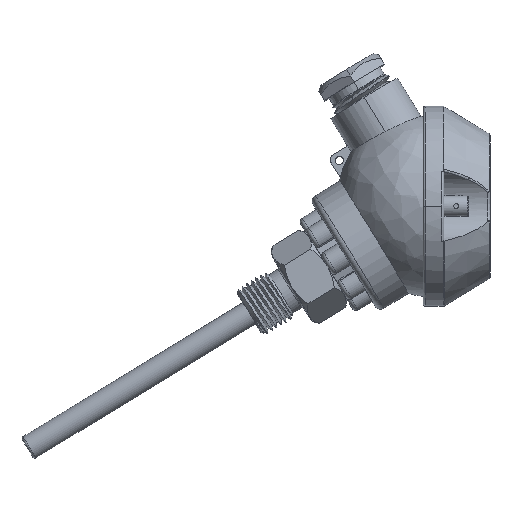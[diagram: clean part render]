
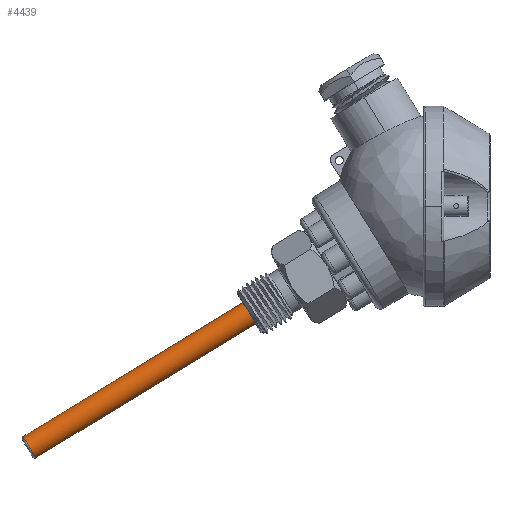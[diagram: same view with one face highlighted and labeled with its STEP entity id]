
A CAD part, top view. The second image highlights one B-rep face of the part: STEP entity #4439.
In plain terms, the highlighted cylindrical face has radius 3 mm (diameter 6 mm), a partial arc.
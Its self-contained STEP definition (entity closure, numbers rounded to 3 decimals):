
#13 = DIRECTION ( 'NONE',  ( 0., 0., 1. ) ) ;
#291 = DIRECTION ( 'NONE',  ( 0., 0., 1. ) ) ;
#937 = AXIS2_PLACEMENT_3D ( 'NONE', #8515, #13, #8668 ) ;
#962 = CARTESIAN_POINT ( 'NONE',  ( 3., 0., 0.5 ) ) ;
#1253 = DIRECTION ( 'NONE',  ( 0., 0., 1. ) ) ;
#2046 = DIRECTION ( 'NONE',  ( 0., 0., -1. ) ) ;
#2503 = VECTOR ( 'NONE', #291, 1000. ) ;
#2910 = EDGE_LOOP ( 'NONE', ( #10355, #12170, #12226, #10840 ) ) ;
#3391 = CIRCLE ( 'NONE', #937, 3. ) ;
#3880 = CARTESIAN_POINT ( 'NONE',  ( 3., 0., 63. ) ) ;
#4187 = EDGE_CURVE ( 'NONE', #9511, #6957, #11905, .T. ) ;
#4439 = ADVANCED_FACE ( 'NONE', ( #8114 ), #5637, .T. ) ;
#4646 = VERTEX_POINT ( 'NONE', #962 ) ;
#4986 = AXIS2_PLACEMENT_3D ( 'NONE', #12557, #2046, #13523 ) ;
#5637 = CYLINDRICAL_SURFACE ( 'NONE', #8531, 3. ) ;
#6957 = VERTEX_POINT ( 'NONE', #9878 ) ;
#7442 = CARTESIAN_POINT ( 'NONE',  ( 3., 0., 0.5 ) ) ;
#7548 = EDGE_CURVE ( 'NONE', #9511, #4646, #8252, .T. ) ;
#7998 = CARTESIAN_POINT ( 'NONE',  ( 0., 0., 0. ) ) ;
#8114 = FACE_OUTER_BOUND ( 'NONE', #2910, .T. ) ;
#8208 = LINE ( 'NONE', #7442, #11319 ) ;
#8252 = CIRCLE ( 'NONE', #4986, 3. ) ;
#8515 = CARTESIAN_POINT ( 'NONE',  ( 0., 0., 63. ) ) ;
#8531 = AXIS2_PLACEMENT_3D ( 'NONE', #7998, #11250, #10244 ) ;
#8538 = CARTESIAN_POINT ( 'NONE',  ( -3., 0., 0.5 ) ) ;
#8668 = DIRECTION ( 'NONE',  ( 1., 0., 0. ) ) ;
#9511 = VERTEX_POINT ( 'NONE', #8538 ) ;
#9878 = CARTESIAN_POINT ( 'NONE',  ( -3., 0., 63. ) ) ;
#10244 = DIRECTION ( 'NONE',  ( 1., 0., 0. ) ) ;
#10355 = ORIENTED_EDGE ( 'NONE', *, *, #4187, .T. ) ;
#10840 = ORIENTED_EDGE ( 'NONE', *, *, #7548, .F. ) ;
#11250 = DIRECTION ( 'NONE',  ( 0., 0., 1. ) ) ;
#11319 = VECTOR ( 'NONE', #1253, 1000. ) ;
#11605 = EDGE_CURVE ( 'NONE', #4646, #12958, #8208, .T. ) ;
#11809 = CARTESIAN_POINT ( 'NONE',  ( -3., 0., 0.5 ) ) ;
#11905 = LINE ( 'NONE', #11809, #2503 ) ;
#12138 = EDGE_CURVE ( 'NONE', #12958, #6957, #3391, .T. ) ;
#12170 = ORIENTED_EDGE ( 'NONE', *, *, #12138, .F. ) ;
#12226 = ORIENTED_EDGE ( 'NONE', *, *, #11605, .F. ) ;
#12557 = CARTESIAN_POINT ( 'NONE',  ( 0., 0., 0.5 ) ) ;
#12958 = VERTEX_POINT ( 'NONE', #3880 ) ;
#13523 = DIRECTION ( 'NONE',  ( -1., 0., 0. ) ) ;
